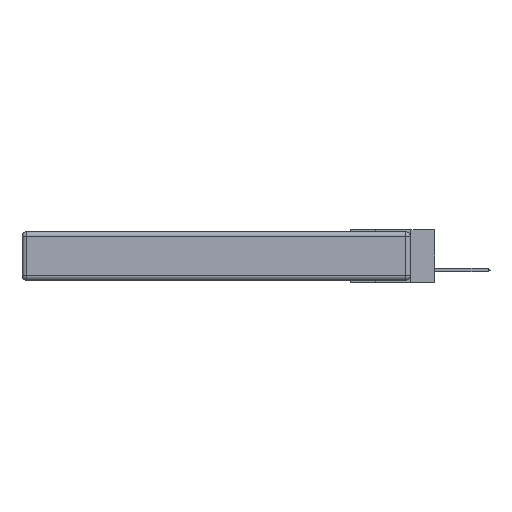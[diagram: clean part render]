
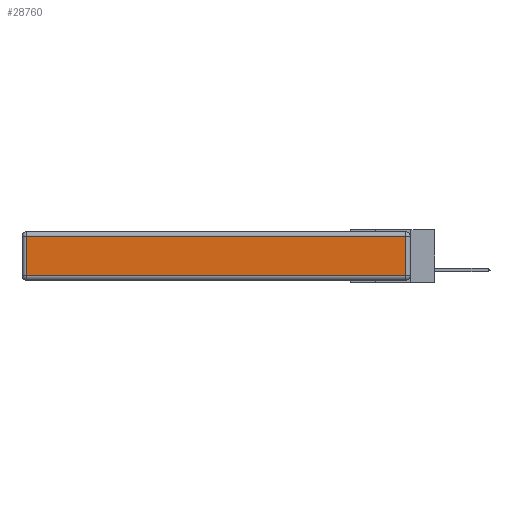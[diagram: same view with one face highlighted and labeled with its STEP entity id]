
A CAD part, left-side view. The second image highlights one B-rep face of the part: STEP entity #28760.
In plain terms, the highlighted planar face has unit normal (-1, 0, 0).
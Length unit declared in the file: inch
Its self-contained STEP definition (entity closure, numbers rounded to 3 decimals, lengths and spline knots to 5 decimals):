
#698 = CARTESIAN_POINT ( 'NONE',  ( 0., 0.03, -0.343 ) ) ;
#1419 = DIRECTION ( 'NONE',  ( 0., -1., 0. ) ) ;
#2483 = CARTESIAN_POINT ( 'NONE',  ( 0., 2.75, -0.03 ) ) ;
#3427 = CARTESIAN_POINT ( 'NONE',  ( 0., 0., -0.313 ) ) ;
#4275 = AXIS2_PLACEMENT_3D ( 'NONE', #28023, #25724, #7120 ) ;
#4646 = ORIENTED_EDGE ( 'NONE', *, *, #13251, .T. ) ;
#4726 = FACE_OUTER_BOUND ( 'NONE', #12660, .T. ) ;
#5392 = LINE ( 'NONE', #2483, #15014 ) ;
#5564 = EDGE_CURVE ( 'NONE', #28486, #11518, #5392, .T. ) ;
#7120 = DIRECTION ( 'NONE',  ( 0., 0., 1. ) ) ;
#7634 = LINE ( 'NONE', #9121, #28157 ) ;
#9121 = CARTESIAN_POINT ( 'NONE',  ( 0., 2.72, -0.343 ) ) ;
#10164 = LINE ( 'NONE', #698, #17346 ) ;
#11042 = CARTESIAN_POINT ( 'NONE',  ( 0., 0.03, -0.313 ) ) ;
#11127 = CARTESIAN_POINT ( 'NONE',  ( 0., 2.72, -0.03 ) ) ;
#11518 = VERTEX_POINT ( 'NONE', #11127 ) ;
#12660 = EDGE_LOOP ( 'NONE', ( #18655, #4646, #20934, #28536 ) ) ;
#13251 = EDGE_CURVE ( 'NONE', #25273, #28486, #10164, .T. ) ;
#13653 = EDGE_CURVE ( 'NONE', #11518, #23566, #7634, .T. ) ;
#14926 = VECTOR ( 'NONE', #1419, 39.37008 ) ;
#15014 = VECTOR ( 'NONE', #23003, 39.37008 ) ;
#17346 = VECTOR ( 'NONE', #21494, 39.37008 ) ;
#18074 = DIRECTION ( 'NONE',  ( 0., 0., -1. ) ) ;
#18655 = ORIENTED_EDGE ( 'NONE', *, *, #25142, .T. ) ;
#20934 = ORIENTED_EDGE ( 'NONE', *, *, #5564, .T. ) ;
#21494 = DIRECTION ( 'NONE',  ( 0., 0., 1. ) ) ;
#23003 = DIRECTION ( 'NONE',  ( 0., 1., 0. ) ) ;
#23082 = CARTESIAN_POINT ( 'NONE',  ( 0., 2.72, -0.313 ) ) ;
#23566 = VERTEX_POINT ( 'NONE', #23082 ) ;
#25142 = EDGE_CURVE ( 'NONE', #23566, #25273, #27239, .T. ) ;
#25273 = VERTEX_POINT ( 'NONE', #11042 ) ;
#25529 = PLANE ( 'NONE',  #4275 ) ;
#25724 = DIRECTION ( 'NONE',  ( -1., 0., 0. ) ) ;
#27239 = LINE ( 'NONE', #3427, #14926 ) ;
#28023 = CARTESIAN_POINT ( 'NONE',  ( 0., 0., -0.343 ) ) ;
#28058 = CARTESIAN_POINT ( 'NONE',  ( 0., 0.03, -0.03 ) ) ;
#28157 = VECTOR ( 'NONE', #18074, 39.37008 ) ;
#28486 = VERTEX_POINT ( 'NONE', #28058 ) ;
#28536 = ORIENTED_EDGE ( 'NONE', *, *, #13653, .T. ) ;
#28760 = ADVANCED_FACE ( 'NONE', ( #4726 ), #25529, .T. ) ;
